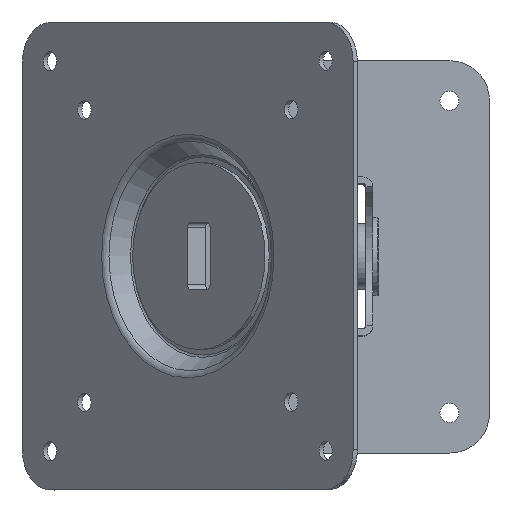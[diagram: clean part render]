
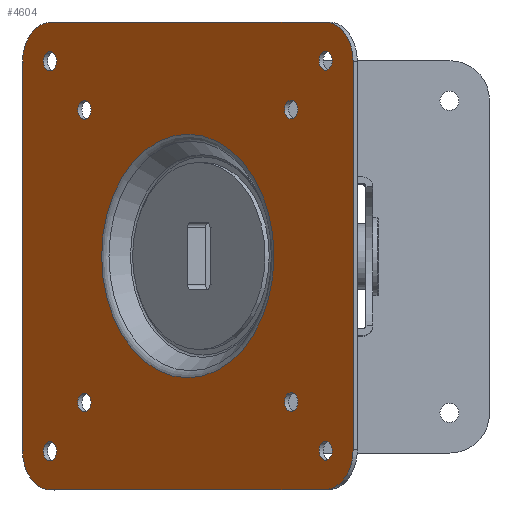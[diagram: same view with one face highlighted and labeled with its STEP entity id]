
A CAD part, top view. The second image highlights one B-rep face of the part: STEP entity #4604.
In plain terms, the highlighted planar face has unit normal (-0.707, 0, 0.707).
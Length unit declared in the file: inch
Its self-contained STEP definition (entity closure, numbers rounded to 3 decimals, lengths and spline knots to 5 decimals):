
#122=FACE_BOUND('',#739,.T.);
#123=FACE_BOUND('',#740,.T.);
#124=FACE_BOUND('',#741,.T.);
#125=FACE_BOUND('',#742,.T.);
#126=FACE_BOUND('',#743,.T.);
#127=FACE_BOUND('',#744,.T.);
#128=FACE_BOUND('',#745,.T.);
#129=FACE_BOUND('',#746,.T.);
#130=FACE_BOUND('',#747,.T.);
#212=PLANE('',#5039);
#452=FACE_OUTER_BOUND('',#738,.T.);
#738=EDGE_LOOP('',(#3774,#3775,#3776,#3777,#3778,#3779,#3780,#3781));
#739=EDGE_LOOP('',(#3782,#3783));
#740=EDGE_LOOP('',(#3784));
#741=EDGE_LOOP('',(#3785));
#742=EDGE_LOOP('',(#3786));
#743=EDGE_LOOP('',(#3787));
#744=EDGE_LOOP('',(#3788));
#745=EDGE_LOOP('',(#3789));
#746=EDGE_LOOP('',(#3790));
#747=EDGE_LOOP('',(#3791));
#1011=CIRCLE('',#4996,1.23);
#1012=CIRCLE('',#4997,1.23);
#1023=CIRCLE('',#5011,0.095);
#1025=CIRCLE('',#5014,0.095);
#1027=CIRCLE('',#5017,0.095);
#1029=CIRCLE('',#5020,0.095);
#1031=CIRCLE('',#5023,0.095);
#1033=CIRCLE('',#5026,0.095);
#1035=CIRCLE('',#5029,0.095);
#1037=CIRCLE('',#5032,0.095);
#1043=CIRCLE('',#5040,0.4);
#1044=CIRCLE('',#5041,0.4);
#1045=CIRCLE('',#5042,0.4);
#1046=CIRCLE('',#5043,0.4);
#1371=LINE('',#13337,#1652);
#1372=LINE('',#13341,#1653);
#1373=LINE('',#13345,#1654);
#1374=LINE('',#13348,#1655);
#1652=VECTOR('',#6011,0.3937);
#1653=VECTOR('',#6014,0.3937);
#1654=VECTOR('',#6017,0.3937);
#1655=VECTOR('',#6020,0.3937);
#2059=VERTEX_POINT('',#13242);
#2060=VERTEX_POINT('',#13243);
#2069=VERTEX_POINT('',#13268);
#2071=VERTEX_POINT('',#13274);
#2073=VERTEX_POINT('',#13280);
#2075=VERTEX_POINT('',#13286);
#2077=VERTEX_POINT('',#13292);
#2079=VERTEX_POINT('',#13298);
#2081=VERTEX_POINT('',#13304);
#2083=VERTEX_POINT('',#13310);
#2093=VERTEX_POINT('',#13333);
#2094=VERTEX_POINT('',#13334);
#2095=VERTEX_POINT('',#13336);
#2096=VERTEX_POINT('',#13338);
#2097=VERTEX_POINT('',#13340);
#2098=VERTEX_POINT('',#13342);
#2099=VERTEX_POINT('',#13344);
#2100=VERTEX_POINT('',#13346);
#2644=EDGE_CURVE('',#2059,#2060,#1011,.T.);
#2645=EDGE_CURVE('',#2060,#2059,#1012,.T.);
#2657=EDGE_CURVE('',#2069,#2069,#1023,.T.);
#2660=EDGE_CURVE('',#2071,#2071,#1025,.T.);
#2663=EDGE_CURVE('',#2073,#2073,#1027,.T.);
#2666=EDGE_CURVE('',#2075,#2075,#1029,.T.);
#2669=EDGE_CURVE('',#2077,#2077,#1031,.T.);
#2672=EDGE_CURVE('',#2079,#2079,#1033,.T.);
#2675=EDGE_CURVE('',#2081,#2081,#1035,.T.);
#2678=EDGE_CURVE('',#2083,#2083,#1037,.T.);
#2689=EDGE_CURVE('',#2093,#2094,#1043,.T.);
#2690=EDGE_CURVE('',#2095,#2093,#1371,.T.);
#2691=EDGE_CURVE('',#2096,#2095,#1044,.T.);
#2692=EDGE_CURVE('',#2097,#2096,#1372,.T.);
#2693=EDGE_CURVE('',#2098,#2097,#1045,.T.);
#2694=EDGE_CURVE('',#2099,#2098,#1373,.T.);
#2695=EDGE_CURVE('',#2100,#2099,#1046,.T.);
#2696=EDGE_CURVE('',#2094,#2100,#1374,.T.);
#3774=ORIENTED_EDGE('',*,*,#2689,.F.);
#3775=ORIENTED_EDGE('',*,*,#2690,.F.);
#3776=ORIENTED_EDGE('',*,*,#2691,.F.);
#3777=ORIENTED_EDGE('',*,*,#2692,.F.);
#3778=ORIENTED_EDGE('',*,*,#2693,.F.);
#3779=ORIENTED_EDGE('',*,*,#2694,.F.);
#3780=ORIENTED_EDGE('',*,*,#2695,.F.);
#3781=ORIENTED_EDGE('',*,*,#2696,.F.);
#3782=ORIENTED_EDGE('',*,*,#2644,.T.);
#3783=ORIENTED_EDGE('',*,*,#2645,.T.);
#3784=ORIENTED_EDGE('',*,*,#2657,.T.);
#3785=ORIENTED_EDGE('',*,*,#2660,.T.);
#3786=ORIENTED_EDGE('',*,*,#2663,.T.);
#3787=ORIENTED_EDGE('',*,*,#2666,.T.);
#3788=ORIENTED_EDGE('',*,*,#2669,.T.);
#3789=ORIENTED_EDGE('',*,*,#2672,.T.);
#3790=ORIENTED_EDGE('',*,*,#2675,.T.);
#3791=ORIENTED_EDGE('',*,*,#2678,.T.);
#4604=ADVANCED_FACE('',(#452,#122,#123,#124,#125,#126,#127,#128,#129,#130),
#212,.T.);
#4996=AXIS2_PLACEMENT_3D('',#13244,#5908,#5909);
#4997=AXIS2_PLACEMENT_3D('',#13245,#5910,#5911);
#5011=AXIS2_PLACEMENT_3D('',#13269,#5939,#5940);
#5014=AXIS2_PLACEMENT_3D('',#13275,#5946,#5947);
#5017=AXIS2_PLACEMENT_3D('',#13281,#5953,#5954);
#5020=AXIS2_PLACEMENT_3D('',#13287,#5960,#5961);
#5023=AXIS2_PLACEMENT_3D('',#13293,#5967,#5968);
#5026=AXIS2_PLACEMENT_3D('',#13299,#5974,#5975);
#5029=AXIS2_PLACEMENT_3D('',#13305,#5981,#5982);
#5032=AXIS2_PLACEMENT_3D('',#13311,#5988,#5989);
#5039=AXIS2_PLACEMENT_3D('',#13332,#6007,#6008);
#5040=AXIS2_PLACEMENT_3D('',#13335,#6009,#6010);
#5041=AXIS2_PLACEMENT_3D('',#13339,#6012,#6013);
#5042=AXIS2_PLACEMENT_3D('',#13343,#6015,#6016);
#5043=AXIS2_PLACEMENT_3D('',#13347,#6018,#6019);
#5908=DIRECTION('center_axis',(0.707,0.,-0.707));
#5909=DIRECTION('ref_axis',(0.,1.,0.));
#5910=DIRECTION('center_axis',(0.707,0.,-0.707));
#5911=DIRECTION('ref_axis',(0.,1.,0.));
#5939=DIRECTION('center_axis',(0.707,0.,-0.707));
#5940=DIRECTION('ref_axis',(0.,-1.,0.));
#5946=DIRECTION('center_axis',(0.707,0.,-0.707));
#5947=DIRECTION('ref_axis',(0.,-1.,0.));
#5953=DIRECTION('center_axis',(0.707,0.,-0.707));
#5954=DIRECTION('ref_axis',(0.,-1.,0.));
#5960=DIRECTION('center_axis',(0.707,0.,-0.707));
#5961=DIRECTION('ref_axis',(0.,-1.,0.));
#5967=DIRECTION('center_axis',(0.707,0.,-0.707));
#5968=DIRECTION('ref_axis',(0.,-1.,0.));
#5974=DIRECTION('center_axis',(0.707,0.,-0.707));
#5975=DIRECTION('ref_axis',(0.,-1.,0.));
#5981=DIRECTION('center_axis',(0.707,0.,-0.707));
#5982=DIRECTION('ref_axis',(0.,-1.,0.));
#5988=DIRECTION('center_axis',(0.707,0.,-0.707));
#5989=DIRECTION('ref_axis',(0.,-1.,0.));
#6007=DIRECTION('center_axis',(-0.707,0.,
0.707));
#6008=DIRECTION('ref_axis',(0.707,0.,0.707));
#6009=DIRECTION('center_axis',(0.707,0.,-0.707));
#6010=DIRECTION('ref_axis',(0.,1.,0.));
#6011=DIRECTION('',(0.,-1.,0.));
#6012=DIRECTION('center_axis',(0.707,0.,-0.707));
#6013=DIRECTION('ref_axis',(-0.707,0.,-0.707));
#6014=DIRECTION('',(0.707,0.,0.707));
#6015=DIRECTION('center_axis',(0.707,0.,-0.707));
#6016=DIRECTION('ref_axis',(0.,-1.,0.));
#6017=DIRECTION('',(0.,1.,0.));
#6018=DIRECTION('center_axis',(0.707,0.,-0.707));
#6019=DIRECTION('ref_axis',(0.707,0.,0.707));
#6020=DIRECTION('',(-0.707,0.,-0.707));
#13242=CARTESIAN_POINT('',(0.91439,6.31821,5.36911));
#13243=CARTESIAN_POINT('',(1.78413,5.08821,6.23885));
#13244=CARTESIAN_POINT('Origin',(0.91439,5.08821,5.36911));
#13245=CARTESIAN_POINT('Origin',(0.91439,5.08821,5.36911));
#13268=CARTESIAN_POINT('',(-0.47755,7.15171,3.97717));
#13269=CARTESIAN_POINT('Origin',(-0.47755,7.05671,3.97717));
#13274=CARTESIAN_POINT('',(1.95835,6.65958,6.41307));
#13275=CARTESIAN_POINT('Origin',(1.95835,6.56458,6.41307));
#13280=CARTESIAN_POINT('',(1.95835,3.70683,6.41307));
#13281=CARTESIAN_POINT('Origin',(1.95835,3.61183,6.41307));
#13286=CARTESIAN_POINT('',(-0.47755,3.2147,3.97717));
#13287=CARTESIAN_POINT('Origin',(-0.47755,3.1197,3.97717));
#13292=CARTESIAN_POINT('',(2.30633,3.2147,6.76105));
#13293=CARTESIAN_POINT('Origin',(2.30633,3.1197,6.76105));
#13298=CARTESIAN_POINT('',(-0.12957,3.70683,4.32515));
#13299=CARTESIAN_POINT('Origin',(-0.12957,3.61183,4.32515));
#13304=CARTESIAN_POINT('',(2.30633,7.15171,6.76105));
#13305=CARTESIAN_POINT('Origin',(2.30633,7.05671,6.76105));
#13310=CARTESIAN_POINT('',(-0.12957,6.65958,4.32515));
#13311=CARTESIAN_POINT('Origin',(-0.12957,6.56458,4.32515));
#13332=CARTESIAN_POINT('Origin',(0.91439,8.33321,5.36911));
#13333=CARTESIAN_POINT('',(2.58316,3.12821,7.03788));
#13334=CARTESIAN_POINT('',(2.30032,2.72821,6.75504));
#13335=CARTESIAN_POINT('Origin',(2.30032,3.12821,6.75504));
#13336=CARTESIAN_POINT('',(2.58316,7.04821,7.03788));
#13337=CARTESIAN_POINT('',(2.58316,7.69071,7.03788));
#13338=CARTESIAN_POINT('',(2.30032,7.44821,6.75504));
#13339=CARTESIAN_POINT('Origin',(2.30032,7.04821,6.75504));
#13340=CARTESIAN_POINT('',(-0.47154,7.44821,3.98318));
#13341=CARTESIAN_POINT('',(0.22143,7.44821,4.67615));
#13342=CARTESIAN_POINT('',(-0.75438,7.04821,3.70034));
#13343=CARTESIAN_POINT('Origin',(-0.47154,7.04821,3.98318));
#13344=CARTESIAN_POINT('',(-0.75438,3.12821,3.70034));
#13345=CARTESIAN_POINT('',(-0.75438,5.73071,3.70034));
#13346=CARTESIAN_POINT('',(-0.47154,2.72821,3.98318));
#13347=CARTESIAN_POINT('Origin',(-0.47154,3.12821,3.98318));
#13348=CARTESIAN_POINT('',(1.60735,2.72821,6.06207));
